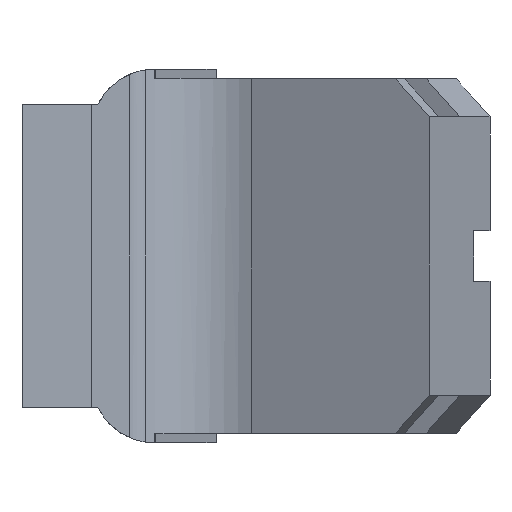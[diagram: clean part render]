
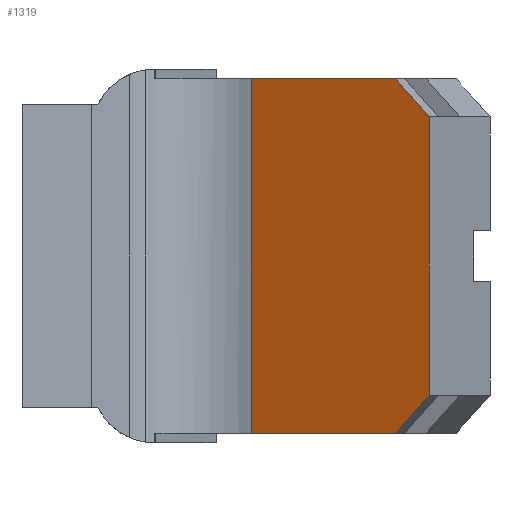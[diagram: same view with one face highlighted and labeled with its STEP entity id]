
A CAD part, left-side view. The second image highlights one B-rep face of the part: STEP entity #1319.
In plain terms, the highlighted planar face has unit normal (-0.883, 0.469, 0).
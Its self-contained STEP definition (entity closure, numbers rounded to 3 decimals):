
#90=FACE_OUTER_BOUND('',#161,.T.);
#161=EDGE_LOOP('',(#868,#869,#870,#871,#872,#873));
#236=LINE('',#1872,#384);
#240=LINE('',#1880,#388);
#241=LINE('',#1882,#389);
#242=LINE('',#1884,#390);
#243=LINE('',#1886,#391);
#244=LINE('',#1887,#392);
#384=VECTOR('',#1516,10.);
#388=VECTOR('',#1522,10.);
#389=VECTOR('',#1523,7.5);
#390=VECTOR('',#1524,10.);
#391=VECTOR('',#1525,10.);
#392=VECTOR('',#1526,10.);
#532=VERTEX_POINT('',#1870);
#533=VERTEX_POINT('',#1871);
#536=VERTEX_POINT('',#1879);
#537=VERTEX_POINT('',#1881);
#538=VERTEX_POINT('',#1883);
#539=VERTEX_POINT('',#1885);
#664=EDGE_CURVE('',#532,#533,#236,.T.);
#668=EDGE_CURVE('',#532,#536,#240,.T.);
#669=EDGE_CURVE('',#537,#536,#241,.T.);
#670=EDGE_CURVE('',#537,#538,#242,.T.);
#671=EDGE_CURVE('',#539,#538,#243,.T.);
#672=EDGE_CURVE('',#533,#539,#244,.T.);
#868=ORIENTED_EDGE('',*,*,#664,.F.);
#869=ORIENTED_EDGE('',*,*,#668,.T.);
#870=ORIENTED_EDGE('',*,*,#669,.F.);
#871=ORIENTED_EDGE('',*,*,#670,.T.);
#872=ORIENTED_EDGE('',*,*,#671,.F.);
#873=ORIENTED_EDGE('',*,*,#672,.F.);
#1265=PLANE('',#1410);
#1319=ADVANCED_FACE('',(#90),#1265,.T.);
#1410=AXIS2_PLACEMENT_3D('',#1878,#1520,#1521);
#1516=DIRECTION('',(-0.332,-0.624,-0.707));
#1520=DIRECTION('center_axis',(-0.883,0.469,0.));
#1521=DIRECTION('ref_axis',(0.469,0.883,0.));
#1522=DIRECTION('',(0.469,0.883,0.));
#1523=DIRECTION('',(0.,0.,1.));
#1524=DIRECTION('',(-0.469,-0.883,0.));
#1525=DIRECTION('',(0.332,0.624,-0.707));
#1526=DIRECTION('',(0.,0.,-1.));
#1870=CARTESIAN_POINT('',(-19.703,-19.04,-0.762));
#1871=CARTESIAN_POINT('',(-21.111,-21.689,-3.762));
#1872=CARTESIAN_POINT('',(-20.318,-20.196,-2.072));
#1878=CARTESIAN_POINT('Origin',(-21.111,-21.689,0.));
#1879=CARTESIAN_POINT('',(-13.644,-7.645,-0.762));
#1880=CARTESIAN_POINT('',(-21.111,-21.689,-0.762));
#1881=CARTESIAN_POINT('',(-13.644,-7.645,-28.737));
#1882=CARTESIAN_POINT('',(-13.644,-7.645,-22.125));
#1883=CARTESIAN_POINT('',(-19.703,-19.04,-28.737));
#1884=CARTESIAN_POINT('',(-21.111,-21.689,-28.737));
#1885=CARTESIAN_POINT('',(-21.111,-21.689,-25.737));
#1886=CARTESIAN_POINT('',(-23.78,-26.707,-20.053));
#1887=CARTESIAN_POINT('',(-21.111,-21.689,0.));
